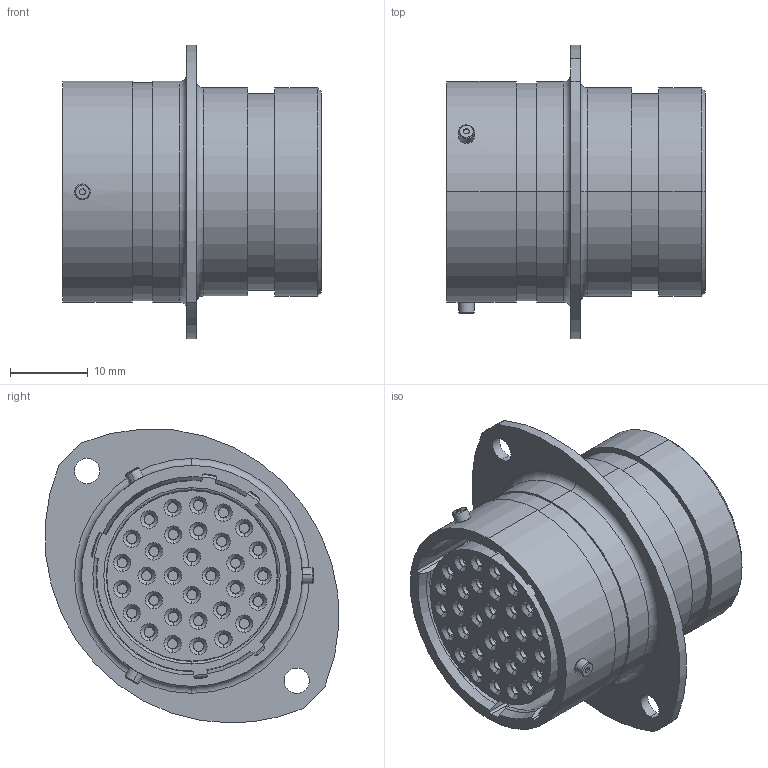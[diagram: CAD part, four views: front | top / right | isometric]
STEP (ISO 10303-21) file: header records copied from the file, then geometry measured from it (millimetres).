
FILE_DESCRIPTION (( 'STEP AP214' ), '1' );
FILE_NAME ('AS018-32SD.STEP', '2019-02-14T13:23:27', ( '' ), ( '' ), 'SwSTEP 2.0', 'SolidWorks 2016', '' );
FILE_SCHEMA (( 'AUTOMOTIVE_DESIGN' ));
Length unit declared in the file: millimetre
Products named in the file (1): AS018-32SD
Bounding box: 33.31 x 37.8 x 37.85 mm (x, y, z)
Volume: 15453.7 mm3; surface area: 16820.6 mm2
Topology: 9 solids, 9 shells, 1263 faces, 2715 edges, 1514 vertices
Faces by surface type: torus 470, cylinder 357, cone 340, plane 82, sphere 14
Entity records: 48677 total; most frequent: DIRECTION 7144, CARTESIAN_POINT 5775, ORIENTED_EDGE 5418, AXIS2_PLACEMENT_3D 3211, EDGE_CURVE 2709, CIRCLE 1947, VERTEX_POINT 1514, EDGE_LOOP 1457
